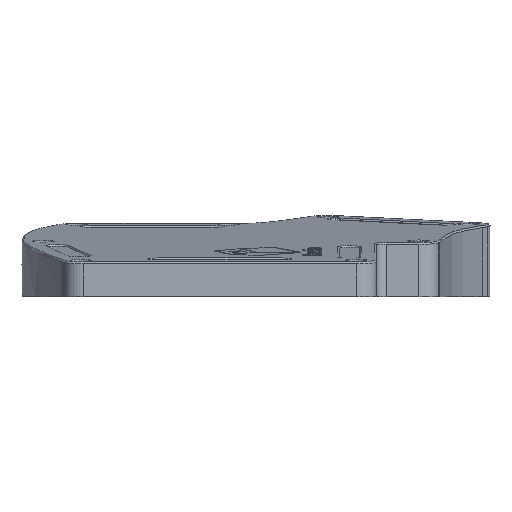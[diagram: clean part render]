
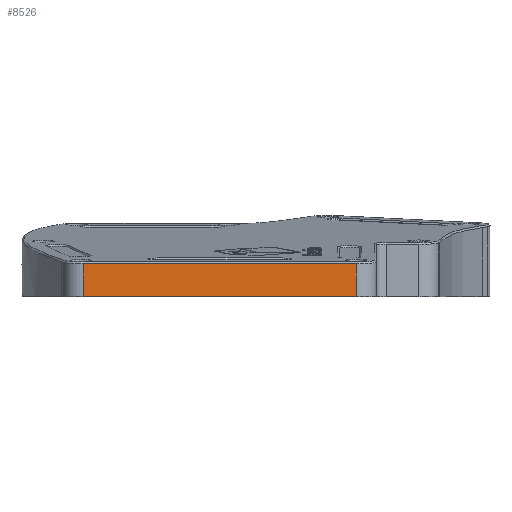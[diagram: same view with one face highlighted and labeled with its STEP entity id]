
A CAD part, left-side view. The second image highlights one B-rep face of the part: STEP entity #8526.
In plain terms, the highlighted planar face has unit normal (-1, 0, 0).
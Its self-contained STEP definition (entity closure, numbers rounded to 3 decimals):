
#655=PLANE('',#8878);
#1013=FACE_OUTER_BOUND('',#1519,.T.);
#1519=EDGE_LOOP('',(#7047,#7048,#7049,#7050));
#2118=LINE('',#14893,#2792);
#2141=LINE('',#15391,#2815);
#2142=LINE('',#15394,#2816);
#2143=LINE('',#15395,#2817);
#2792=VECTOR('',#9843,10.);
#2815=VECTOR('',#9884,10.);
#2816=VECTOR('',#9887,10.);
#2817=VECTOR('',#9888,10.);
#3876=VERTEX_POINT('',#14882);
#3877=VERTEX_POINT('',#14891);
#3909=VERTEX_POINT('',#15383);
#3910=VERTEX_POINT('',#15393);
#4968=EDGE_CURVE('',#3876,#3877,#2118,.T.);
#5019=EDGE_CURVE('',#3909,#3877,#2141,.T.);
#5020=EDGE_CURVE('',#3910,#3909,#2142,.T.);
#5021=EDGE_CURVE('',#3910,#3876,#2143,.T.);
#7047=ORIENTED_EDGE('',*,*,#4968,.T.);
#7048=ORIENTED_EDGE('',*,*,#5019,.F.);
#7049=ORIENTED_EDGE('',*,*,#5020,.F.);
#7050=ORIENTED_EDGE('',*,*,#5021,.T.);
#8526=ADVANCED_FACE('',(#1013),#655,.F.);
#8878=AXIS2_PLACEMENT_3D('',#15392,#9885,#9886);
#9843=DIRECTION('',(0.,1.,0.));
#9884=DIRECTION('',(0.,0.,1.));
#9885=DIRECTION('center_axis',(1.,0.,0.));
#9886=DIRECTION('ref_axis',(0.,1.,0.));
#9887=DIRECTION('',(0.,1.,0.));
#9888=DIRECTION('',(0.,0.,1.));
#14882=CARTESIAN_POINT('',(-11.316,-76.873,9.8));
#14891=CARTESIAN_POINT('',(-11.316,4.627,9.8));
#14893=CARTESIAN_POINT('',(-11.316,-61.927,9.8));
#15383=CARTESIAN_POINT('',(-11.316,4.627,0.));
#15391=CARTESIAN_POINT('',(-11.316,4.627,0.));
#15392=CARTESIAN_POINT('Origin',(-11.316,-76.873,0.));
#15393=CARTESIAN_POINT('',(-11.316,-76.873,0.));
#15394=CARTESIAN_POINT('',(-11.316,-21.177,0.));
#15395=CARTESIAN_POINT('',(-11.316,-76.873,0.));
